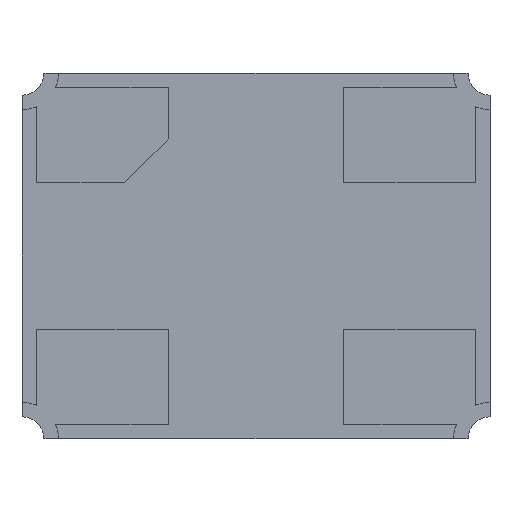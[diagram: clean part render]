
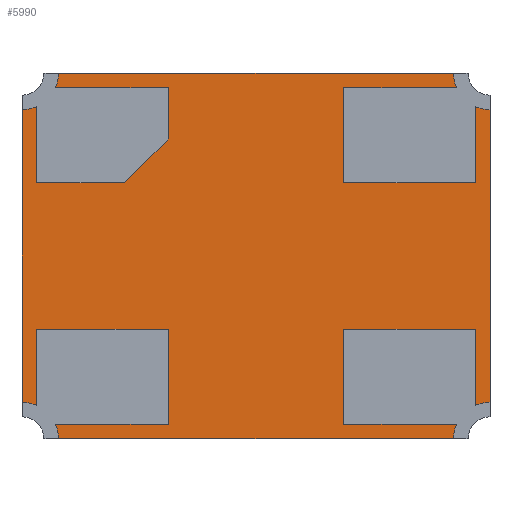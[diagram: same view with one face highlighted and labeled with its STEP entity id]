
A CAD part, front view. The second image highlights one B-rep face of the part: STEP entity #5990.
In plain terms, the highlighted planar face has unit normal (0, -1, 0).
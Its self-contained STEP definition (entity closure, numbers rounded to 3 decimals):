
#62=CIRCLE('',#6254,0.25);
#63=CIRCLE('',#6255,0.25);
#64=CIRCLE('',#6256,0.25);
#65=CIRCLE('',#6257,0.25);
#66=CIRCLE('',#6258,0.25);
#67=CIRCLE('',#6259,0.25);
#68=CIRCLE('',#6260,0.25);
#69=CIRCLE('',#6261,0.25);
#506=FACE_OUTER_BOUND('',#837,.T.);
#837=EDGE_LOOP('',(#5155,#5156,#5157,#5158,#5159,#5160,#5161,#5162,#5163,
#5164,#5165,#5166,#5167,#5168,#5169,#5170,#5171,#5172,#5173,#5174,#5175,
#5176,#5177,#5178,#5179,#5180,#5181,#5182,#5183));
#1580=LINE('',#10569,#2172);
#1581=LINE('',#10571,#2173);
#1582=LINE('',#10573,#2174);
#1583=LINE('',#10575,#2175);
#1584=LINE('',#10579,#2176);
#1585=LINE('',#10583,#2177);
#1586=LINE('',#10585,#2178);
#1587=LINE('',#10587,#2179);
#1588=LINE('',#10589,#2180);
#1589=LINE('',#10593,#2181);
#1590=LINE('',#10597,#2182);
#1591=LINE('',#10599,#2183);
#1592=LINE('',#10601,#2184);
#1593=LINE('',#10603,#2185);
#1594=LINE('',#10605,#2186);
#1595=LINE('',#10609,#2187);
#1596=LINE('',#10613,#2188);
#1597=LINE('',#10615,#2189);
#1598=LINE('',#10617,#2190);
#1599=LINE('',#10619,#2191);
#1600=LINE('',#10622,#2192);
#2172=VECTOR('',#7259,10.);
#2173=VECTOR('',#7260,10.);
#2174=VECTOR('',#7261,10.);
#2175=VECTOR('',#7262,10.);
#2176=VECTOR('',#7265,10.);
#2177=VECTOR('',#7268,10.);
#2178=VECTOR('',#7269,10.);
#2179=VECTOR('',#7270,10.);
#2180=VECTOR('',#7271,10.);
#2181=VECTOR('',#7274,10.);
#2182=VECTOR('',#7277,10.);
#2183=VECTOR('',#7278,10.);
#2184=VECTOR('',#7279,10.);
#2185=VECTOR('',#7280,10.);
#2186=VECTOR('',#7281,10.);
#2187=VECTOR('',#7284,10.);
#2188=VECTOR('',#7287,10.);
#2189=VECTOR('',#7288,10.);
#2190=VECTOR('',#7289,10.);
#2191=VECTOR('',#7290,10.);
#2192=VECTOR('',#7293,10.);
#2749=VERTEX_POINT('',#10565);
#2750=VERTEX_POINT('',#10566);
#2751=VERTEX_POINT('',#10568);
#2752=VERTEX_POINT('',#10570);
#2753=VERTEX_POINT('',#10572);
#2754=VERTEX_POINT('',#10574);
#2755=VERTEX_POINT('',#10576);
#2756=VERTEX_POINT('',#10578);
#2757=VERTEX_POINT('',#10580);
#2758=VERTEX_POINT('',#10582);
#2759=VERTEX_POINT('',#10584);
#2760=VERTEX_POINT('',#10586);
#2761=VERTEX_POINT('',#10588);
#2762=VERTEX_POINT('',#10590);
#2763=VERTEX_POINT('',#10592);
#2764=VERTEX_POINT('',#10594);
#2765=VERTEX_POINT('',#10596);
#2766=VERTEX_POINT('',#10598);
#2767=VERTEX_POINT('',#10600);
#2768=VERTEX_POINT('',#10602);
#2769=VERTEX_POINT('',#10604);
#2770=VERTEX_POINT('',#10606);
#2771=VERTEX_POINT('',#10608);
#2772=VERTEX_POINT('',#10610);
#2773=VERTEX_POINT('',#10612);
#2774=VERTEX_POINT('',#10614);
#2775=VERTEX_POINT('',#10616);
#2776=VERTEX_POINT('',#10618);
#2777=VERTEX_POINT('',#10620);
#3566=EDGE_CURVE('',#2749,#2750,#62,.T.);
#3567=EDGE_CURVE('',#2750,#2751,#1580,.T.);
#3568=EDGE_CURVE('',#2751,#2752,#1581,.T.);
#3569=EDGE_CURVE('',#2752,#2753,#1582,.T.);
#3570=EDGE_CURVE('',#2753,#2754,#1583,.T.);
#3571=EDGE_CURVE('',#2754,#2755,#63,.T.);
#3572=EDGE_CURVE('',#2756,#2755,#1584,.T.);
#3573=EDGE_CURVE('',#2756,#2757,#64,.T.);
#3574=EDGE_CURVE('',#2757,#2758,#1585,.T.);
#3575=EDGE_CURVE('',#2758,#2759,#1586,.T.);
#3576=EDGE_CURVE('',#2759,#2760,#1587,.T.);
#3577=EDGE_CURVE('',#2760,#2761,#1588,.T.);
#3578=EDGE_CURVE('',#2761,#2762,#65,.T.);
#3579=EDGE_CURVE('',#2763,#2762,#1589,.T.);
#3580=EDGE_CURVE('',#2763,#2764,#66,.T.);
#3581=EDGE_CURVE('',#2764,#2765,#1590,.T.);
#3582=EDGE_CURVE('',#2765,#2766,#1591,.T.);
#3583=EDGE_CURVE('',#2766,#2767,#1592,.T.);
#3584=EDGE_CURVE('',#2767,#2768,#1593,.T.);
#3585=EDGE_CURVE('',#2768,#2769,#1594,.T.);
#3586=EDGE_CURVE('',#2769,#2770,#67,.T.);
#3587=EDGE_CURVE('',#2771,#2770,#1595,.T.);
#3588=EDGE_CURVE('',#2771,#2772,#68,.T.);
#3589=EDGE_CURVE('',#2772,#2773,#1596,.T.);
#3590=EDGE_CURVE('',#2773,#2774,#1597,.T.);
#3591=EDGE_CURVE('',#2774,#2775,#1598,.T.);
#3592=EDGE_CURVE('',#2775,#2776,#1599,.T.);
#3593=EDGE_CURVE('',#2776,#2777,#69,.T.);
#3594=EDGE_CURVE('',#2749,#2777,#1600,.T.);
#5155=ORIENTED_EDGE('',*,*,#3566,.T.);
#5156=ORIENTED_EDGE('',*,*,#3567,.T.);
#5157=ORIENTED_EDGE('',*,*,#3568,.T.);
#5158=ORIENTED_EDGE('',*,*,#3569,.T.);
#5159=ORIENTED_EDGE('',*,*,#3570,.T.);
#5160=ORIENTED_EDGE('',*,*,#3571,.T.);
#5161=ORIENTED_EDGE('',*,*,#3572,.F.);
#5162=ORIENTED_EDGE('',*,*,#3573,.T.);
#5163=ORIENTED_EDGE('',*,*,#3574,.T.);
#5164=ORIENTED_EDGE('',*,*,#3575,.T.);
#5165=ORIENTED_EDGE('',*,*,#3576,.T.);
#5166=ORIENTED_EDGE('',*,*,#3577,.T.);
#5167=ORIENTED_EDGE('',*,*,#3578,.T.);
#5168=ORIENTED_EDGE('',*,*,#3579,.F.);
#5169=ORIENTED_EDGE('',*,*,#3580,.T.);
#5170=ORIENTED_EDGE('',*,*,#3581,.T.);
#5171=ORIENTED_EDGE('',*,*,#3582,.T.);
#5172=ORIENTED_EDGE('',*,*,#3583,.T.);
#5173=ORIENTED_EDGE('',*,*,#3584,.T.);
#5174=ORIENTED_EDGE('',*,*,#3585,.T.);
#5175=ORIENTED_EDGE('',*,*,#3586,.T.);
#5176=ORIENTED_EDGE('',*,*,#3587,.F.);
#5177=ORIENTED_EDGE('',*,*,#3588,.T.);
#5178=ORIENTED_EDGE('',*,*,#3589,.T.);
#5179=ORIENTED_EDGE('',*,*,#3590,.T.);
#5180=ORIENTED_EDGE('',*,*,#3591,.T.);
#5181=ORIENTED_EDGE('',*,*,#3592,.T.);
#5182=ORIENTED_EDGE('',*,*,#3593,.T.);
#5183=ORIENTED_EDGE('',*,*,#3594,.F.);
#5535=PLANE('',#6253);
#5990=ADVANCED_FACE('',(#506),#5535,.T.);
#6253=AXIS2_PLACEMENT_3D('',#10564,#7255,#7256);
#6254=AXIS2_PLACEMENT_3D('',#10567,#7257,#7258);
#6255=AXIS2_PLACEMENT_3D('',#10577,#7263,#7264);
#6256=AXIS2_PLACEMENT_3D('',#10581,#7266,#7267);
#6257=AXIS2_PLACEMENT_3D('',#10591,#7272,#7273);
#6258=AXIS2_PLACEMENT_3D('',#10595,#7275,#7276);
#6259=AXIS2_PLACEMENT_3D('',#10607,#7282,#7283);
#6260=AXIS2_PLACEMENT_3D('',#10611,#7285,#7286);
#6261=AXIS2_PLACEMENT_3D('',#10621,#7291,#7292);
#7255=DIRECTION('center_axis',(0.,-1.,0.));
#7256=DIRECTION('ref_axis',(0.,0.,-1.));
#7257=DIRECTION('center_axis',(0.,1.,0.));
#7258=DIRECTION('ref_axis',(-1.,0.,0.));
#7259=DIRECTION('',(-1.,0.,0.));
#7260=DIRECTION('',(0.,0.,1.));
#7261=DIRECTION('',(1.,0.,0.));
#7262=DIRECTION('',(0.,0.,-1.));
#7263=DIRECTION('center_axis',(0.,1.,0.));
#7264=DIRECTION('ref_axis',(-1.,0.,0.));
#7265=DIRECTION('',(0.,0.,-1.));
#7266=DIRECTION('center_axis',(0.,1.,0.));
#7267=DIRECTION('ref_axis',(-1.,0.,0.));
#7268=DIRECTION('',(0.,0.,-1.));
#7269=DIRECTION('',(-1.,0.,0.));
#7270=DIRECTION('',(0.,0.,1.));
#7271=DIRECTION('',(1.,0.,0.));
#7272=DIRECTION('center_axis',(0.,1.,0.));
#7273=DIRECTION('ref_axis',(-1.,0.,0.));
#7274=DIRECTION('',(1.,0.,0.));
#7275=DIRECTION('center_axis',(0.,1.,0.));
#7276=DIRECTION('ref_axis',(-1.,0.,0.));
#7277=DIRECTION('',(1.,0.,0.));
#7278=DIRECTION('',(0.,0.,-1.));
#7279=DIRECTION('',(-0.707,0.,-0.707));
#7280=DIRECTION('',(-1.,0.,0.));
#7281=DIRECTION('',(0.,0.,1.));
#7282=DIRECTION('center_axis',(0.,1.,0.));
#7283=DIRECTION('ref_axis',(-1.,0.,0.));
#7284=DIRECTION('',(0.,0.,1.));
#7285=DIRECTION('center_axis',(0.,1.,0.));
#7286=DIRECTION('ref_axis',(-1.,0.,0.));
#7287=DIRECTION('',(0.,0.,1.));
#7288=DIRECTION('',(1.,0.,0.));
#7289=DIRECTION('',(0.,0.,-1.));
#7290=DIRECTION('',(-1.,0.,0.));
#7291=DIRECTION('center_axis',(0.,1.,0.));
#7292=DIRECTION('ref_axis',(-1.,0.,0.));
#7293=DIRECTION('',(-1.,0.,0.));
#10564=CARTESIAN_POINT('Origin',(0.,0.01,
0.));
#10565=CARTESIAN_POINT('',(1.35,0.01,-1.25));
#10566=CARTESIAN_POINT('',(1.371,0.01,-1.15));
#10567=CARTESIAN_POINT('Origin',(1.6,0.01,-1.25));
#10568=CARTESIAN_POINT('',(0.6,0.01,-1.15));
#10569=CARTESIAN_POINT('',(1.488,0.01,-1.15));
#10570=CARTESIAN_POINT('',(0.6,0.01,-0.5));
#10571=CARTESIAN_POINT('',(0.6,0.01,-1.15));
#10572=CARTESIAN_POINT('',(1.5,0.01,-0.5));
#10573=CARTESIAN_POINT('',(0.6,0.01,-0.5));
#10574=CARTESIAN_POINT('',(1.5,0.01,-1.021));
#10575=CARTESIAN_POINT('',(1.5,0.01,-0.5));
#10576=CARTESIAN_POINT('',(1.6,0.01,-1.));
#10577=CARTESIAN_POINT('Origin',(1.6,0.01,-1.25));
#10578=CARTESIAN_POINT('',(1.6,0.01,1.));
#10579=CARTESIAN_POINT('',(1.6,0.01,1.1));
#10580=CARTESIAN_POINT('',(1.5,0.01,1.021));
#10581=CARTESIAN_POINT('Origin',(1.6,0.01,1.25));
#10582=CARTESIAN_POINT('',(1.5,0.01,0.5));
#10583=CARTESIAN_POINT('',(1.5,0.01,1.138));
#10584=CARTESIAN_POINT('',(0.6,0.01,0.5));
#10585=CARTESIAN_POINT('',(1.5,0.01,0.5));
#10586=CARTESIAN_POINT('',(0.6,0.01,1.15));
#10587=CARTESIAN_POINT('',(0.6,0.01,0.5));
#10588=CARTESIAN_POINT('',(1.371,0.01,1.15));
#10589=CARTESIAN_POINT('',(0.6,0.01,1.15));
#10590=CARTESIAN_POINT('',(1.35,0.01,1.25));
#10591=CARTESIAN_POINT('Origin',(1.6,0.01,1.25));
#10592=CARTESIAN_POINT('',(-1.35,0.01,1.25));
#10593=CARTESIAN_POINT('',(-1.45,0.01,1.25));
#10594=CARTESIAN_POINT('',(-1.371,0.01,1.15));
#10595=CARTESIAN_POINT('Origin',(-1.6,0.01,1.25));
#10596=CARTESIAN_POINT('',(-0.6,0.01,1.15));
#10597=CARTESIAN_POINT('',(-1.488,0.01,1.15));
#10598=CARTESIAN_POINT('',(-0.6,0.01,0.8));
#10599=CARTESIAN_POINT('',(-0.6,0.01,1.15));
#10600=CARTESIAN_POINT('',(-0.9,0.01,0.5));
#10601=CARTESIAN_POINT('',(-0.6,0.01,0.8));
#10602=CARTESIAN_POINT('',(-1.5,0.01,0.5));
#10603=CARTESIAN_POINT('',(-0.9,0.01,0.5));
#10604=CARTESIAN_POINT('',(-1.5,0.01,1.021));
#10605=CARTESIAN_POINT('',(-1.5,0.01,0.5));
#10606=CARTESIAN_POINT('',(-1.6,0.01,1.));
#10607=CARTESIAN_POINT('Origin',(-1.6,0.01,1.25));
#10608=CARTESIAN_POINT('',(-1.6,0.01,-1.));
#10609=CARTESIAN_POINT('',(-1.6,0.01,-1.1));
#10610=CARTESIAN_POINT('',(-1.5,0.01,-1.021));
#10611=CARTESIAN_POINT('Origin',(-1.6,0.01,-1.25));
#10612=CARTESIAN_POINT('',(-1.5,0.01,-0.5));
#10613=CARTESIAN_POINT('',(-1.5,0.01,-1.138));
#10614=CARTESIAN_POINT('',(-0.6,0.01,-0.5));
#10615=CARTESIAN_POINT('',(-1.5,0.01,-0.5));
#10616=CARTESIAN_POINT('',(-0.6,0.01,-1.15));
#10617=CARTESIAN_POINT('',(-0.6,0.01,-0.5));
#10618=CARTESIAN_POINT('',(-1.371,0.01,-1.15));
#10619=CARTESIAN_POINT('',(-0.6,0.01,-1.15));
#10620=CARTESIAN_POINT('',(-1.35,0.01,-1.25));
#10621=CARTESIAN_POINT('Origin',(-1.6,0.01,-1.25));
#10622=CARTESIAN_POINT('',(1.45,0.01,-1.25));
